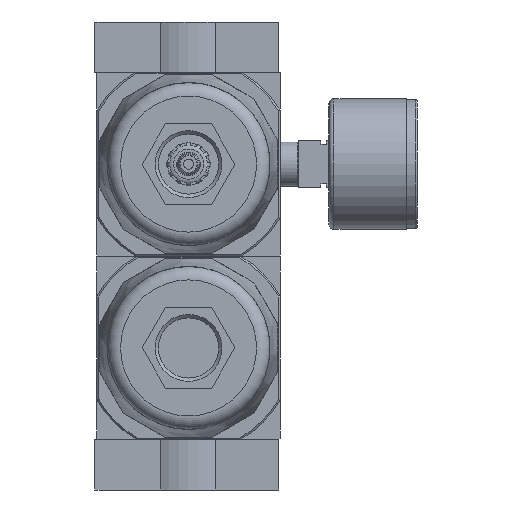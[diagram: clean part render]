
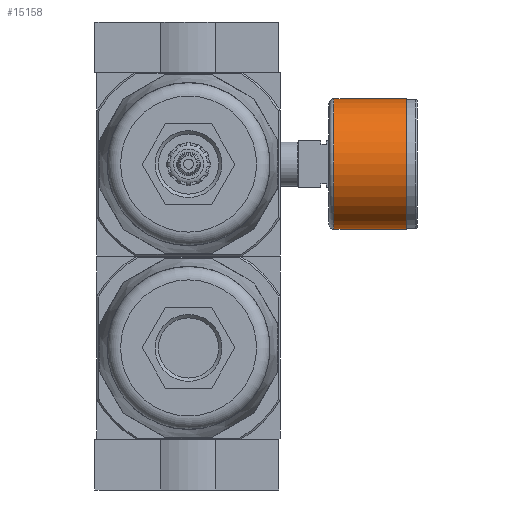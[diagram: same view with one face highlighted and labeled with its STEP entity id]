
A CAD part, front view. The second image highlights one B-rep face of the part: STEP entity #15158.
In plain terms, the highlighted cylindrical face has radius 19.5 mm (diameter 39 mm), a full revolution.
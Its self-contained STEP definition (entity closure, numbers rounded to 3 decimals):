
#886=CYLINDRICAL_SURFACE('',#21083,19.5);
#1394=CIRCLE('',#21082,19.5);
#1395=CIRCLE('',#21084,19.5);
#3954=ORIENTED_EDGE('',*,*,#7292,.F.);
#3955=ORIENTED_EDGE('',*,*,#7293,.T.);
#7292=EDGE_CURVE('',#9166,#9166,#1394,.T.);
#7293=EDGE_CURVE('',#9167,#9167,#1395,.T.);
#9166=VERTEX_POINT('',#29506);
#9167=VERTEX_POINT('',#29509);
#12445=EDGE_LOOP('',(#3954));
#12446=EDGE_LOOP('',(#3955));
#13619=FACE_BOUND('',#12445,.T.);
#13620=FACE_BOUND('',#12446,.T.);
#15158=ADVANCED_FACE('',(#13619,#13620),#886,.T.);
#21082=AXIS2_PLACEMENT_3D('',#29505,#24111,#24112);
#21083=AXIS2_PLACEMENT_3D('',#29507,#24113,#24114);
#21084=AXIS2_PLACEMENT_3D('',#29508,#24115,#24116);
#24111=DIRECTION('',(1.,0.,0.));
#24112=DIRECTION('',(0.,0.,-1.));
#24113=DIRECTION('',(1.,0.,0.));
#24114=DIRECTION('',(0.,0.,-1.));
#24115=DIRECTION('',(1.,0.,0.));
#24116=DIRECTION('',(0.,0.,-1.));
#29505=CARTESIAN_POINT('',(-3.2,0.,0.));
#29506=CARTESIAN_POINT('',(-3.2,0.,-19.5));
#29507=CARTESIAN_POINT('',(0.,0.,0.));
#29508=CARTESIAN_POINT('',(-24.85,0.,0.));
#29509=CARTESIAN_POINT('',(-24.85,0.,-19.5));
